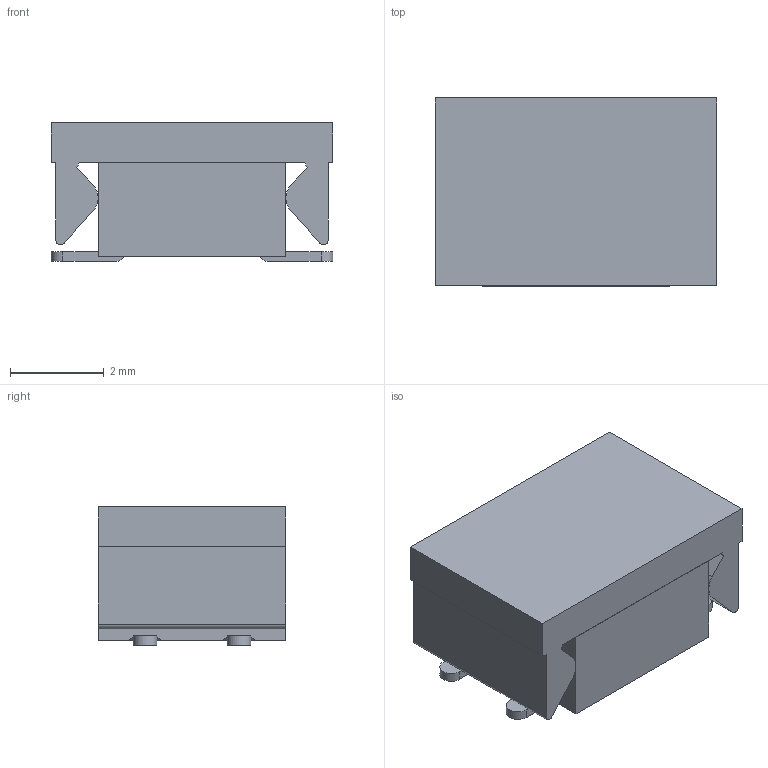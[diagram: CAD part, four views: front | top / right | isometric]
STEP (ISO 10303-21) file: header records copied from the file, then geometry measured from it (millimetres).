
FILE_DESCRIPTION(/* description */ ('Unknown'),/* implementation_level */ '2;1');
FILE_NAME(/* name */ 'J_Wurth_WR-PHD_62130421821',/* time_stamp */ '2025-04-28T11:13:19+08:00',/* author */ ('Unknown'),/* organization */ ('Unknown'),/* preprocessor_version */ 'ST-DEVELOPER v19.4',/* originating_system */ 'Solid Edge',/* authorisation */ 'Unknown');
FILE_SCHEMA (('AUTOMOTIVE_DESIGN {1 0 10303 214 3 1 1}'));
Length unit declared in the file: millimetre
Products named in the file (2): J_Wurth_WR-PHD_62130421821
Assembly tree (1 placements, depth 2):
  J_Wurth_WR-PHD_62130421821
    J_Wurth_WR-PHD_62130421821
Bounding box: 6 x 4 x 2.95 mm (x, y, z)
Volume: 54.1 mm3; surface area: 245.4 mm2
Topology: 6 solids, 6 shells, 322 faces, 862 edges, 548 vertices
Faces by surface type: plane 186, cylinder 120, bspline 16
Entity records: 10154 total; most frequent: CARTESIAN_POINT 2038, ORIENTED_EDGE 1724, DIRECTION 1622, EDGE_CURVE 862, LINE 590, VECTOR 590, VERTEX_POINT 548, AXIS2_PLACEMENT_3D 516
